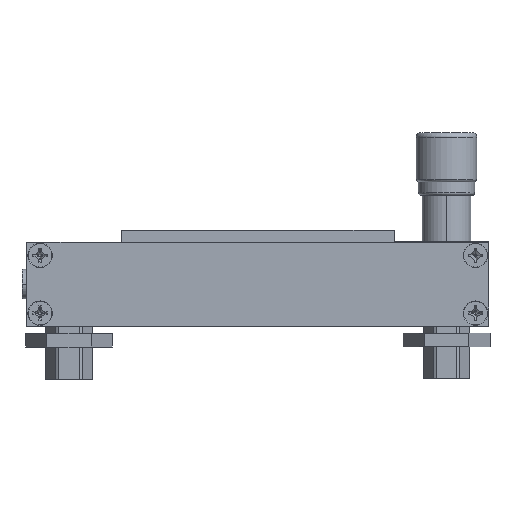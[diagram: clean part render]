
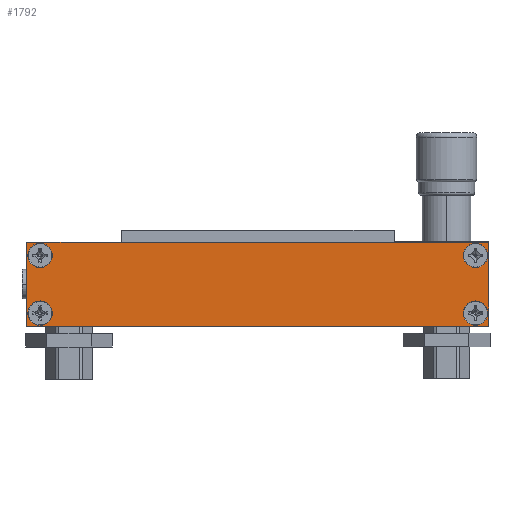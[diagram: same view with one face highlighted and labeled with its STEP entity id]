
A CAD part, left-side view. The second image highlights one B-rep face of the part: STEP entity #1792.
In plain terms, the highlighted face is planar.
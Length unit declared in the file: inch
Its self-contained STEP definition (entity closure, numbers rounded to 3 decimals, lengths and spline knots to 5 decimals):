
#1437=DIRECTION('',(0.,0.,1.));
#1438=VECTOR('',#1437,1.);
#1439=CARTESIAN_POINT('',(-2.75,0.13,-0.5));
#1440=LINE('',#1439,#1438);
#1441=DIRECTION('',(-1.,0.,0.));
#1442=VECTOR('',#1441,5.5);
#1443=CARTESIAN_POINT('',(2.75,0.13,-0.5));
#1444=LINE('',#1443,#1442);
#1445=DIRECTION('',(0.,0.,-1.));
#1446=VECTOR('',#1445,1.);
#1447=CARTESIAN_POINT('',(2.75,0.13,0.5));
#1448=LINE('',#1447,#1446);
#1449=DIRECTION('',(1.,0.,0.));
#1450=VECTOR('',#1449,5.5);
#1451=CARTESIAN_POINT('',(-2.75,0.13,0.5));
#1452=LINE('',#1451,#1450);
#1453=CARTESIAN_POINT('',(-2.594,0.13,0.344));
#1454=DIRECTION('',(0.,-1.,0.));
#1455=DIRECTION('',(-1.,0.,0.));
#1456=AXIS2_PLACEMENT_3D('',#1453,#1454,#1455);
#1458=CARTESIAN_POINT('',(-2.594,0.13,0.344));
#1459=DIRECTION('',(0.,-1.,0.));
#1460=DIRECTION('',(1.,0.,0.));
#1461=AXIS2_PLACEMENT_3D('',#1458,#1459,#1460);
#1463=CARTESIAN_POINT('',(-2.594,0.13,-0.343));
#1464=DIRECTION('',(0.,-1.,0.));
#1465=DIRECTION('',(-1.,0.,0.));
#1466=AXIS2_PLACEMENT_3D('',#1463,#1464,#1465);
#1468=CARTESIAN_POINT('',(-2.594,0.13,-0.343));
#1469=DIRECTION('',(0.,-1.,0.));
#1470=DIRECTION('',(1.,0.,0.));
#1471=AXIS2_PLACEMENT_3D('',#1468,#1469,#1470);
#1473=CARTESIAN_POINT('',(2.594,0.13,0.344));
#1474=DIRECTION('',(0.,-1.,0.));
#1475=DIRECTION('',(-1.,0.,0.));
#1476=AXIS2_PLACEMENT_3D('',#1473,#1474,#1475);
#1478=CARTESIAN_POINT('',(2.594,0.13,0.344));
#1479=DIRECTION('',(0.,-1.,0.));
#1480=DIRECTION('',(1.,0.,0.));
#1481=AXIS2_PLACEMENT_3D('',#1478,#1479,#1480);
#1483=CARTESIAN_POINT('',(2.594,0.13,-0.343));
#1484=DIRECTION('',(0.,-1.,0.));
#1485=DIRECTION('',(-1.,0.,0.));
#1486=AXIS2_PLACEMENT_3D('',#1483,#1484,#1485);
#1488=CARTESIAN_POINT('',(2.594,0.13,-0.343));
#1489=DIRECTION('',(0.,-1.,0.));
#1490=DIRECTION('',(1.,0.,0.));
#1491=AXIS2_PLACEMENT_3D('',#1488,#1489,#1490);
#1605=CARTESIAN_POINT('',(-2.75,0.13,-0.5));
#1606=CARTESIAN_POINT('',(-2.75,0.13,0.5));
#1607=VERTEX_POINT('',#1605);
#1608=VERTEX_POINT('',#1606);
#1609=CARTESIAN_POINT('',(2.75,0.13,0.5));
#1610=VERTEX_POINT('',#1609);
#1611=CARTESIAN_POINT('',(2.75,0.13,-0.5));
#1612=VERTEX_POINT('',#1611);
#1629=CARTESIAN_POINT('',(-2.739,0.13,0.344));
#1630=CARTESIAN_POINT('',(-2.449,0.13,0.344));
#1631=VERTEX_POINT('',#1629);
#1632=VERTEX_POINT('',#1630);
#1637=CARTESIAN_POINT('',(-2.739,0.13,-0.343));
#1638=CARTESIAN_POINT('',(-2.449,0.13,-0.343));
#1639=VERTEX_POINT('',#1637);
#1640=VERTEX_POINT('',#1638);
#1645=CARTESIAN_POINT('',(2.449,0.13,0.344));
#1646=CARTESIAN_POINT('',(2.739,0.13,0.344));
#1647=VERTEX_POINT('',#1645);
#1648=VERTEX_POINT('',#1646);
#1653=CARTESIAN_POINT('',(2.449,0.13,-0.343));
#1654=CARTESIAN_POINT('',(2.739,0.13,-0.343));
#1655=VERTEX_POINT('',#1653);
#1656=VERTEX_POINT('',#1654);
#1757=CARTESIAN_POINT('',(0.,0.13,0.));
#1758=DIRECTION('',(0.,1.,0.));
#1759=DIRECTION('',(1.,0.,0.));
#1760=AXIS2_PLACEMENT_3D('',#1757,#1758,#1759);
#1761=PLANE('',#1760);
#1762=ORIENTED_EDGE('',*,*,#1709,.F.);
#1763=ORIENTED_EDGE('',*,*,#1724,.F.);
#1764=ORIENTED_EDGE('',*,*,#1738,.F.);
#1765=ORIENTED_EDGE('',*,*,#1751,.F.);
#1766=EDGE_LOOP('',(#1762,#1763,#1764,#1765));
#1767=FACE_OUTER_BOUND('',#1766,.F.);
#1769=ORIENTED_EDGE('',*,*,#1768,.F.);
#1771=ORIENTED_EDGE('',*,*,#1770,.F.);
#1772=EDGE_LOOP('',(#1769,#1771));
#1773=FACE_BOUND('',#1772,.F.);
#1775=ORIENTED_EDGE('',*,*,#1774,.F.);
#1777=ORIENTED_EDGE('',*,*,#1776,.F.);
#1778=EDGE_LOOP('',(#1775,#1777));
#1779=FACE_BOUND('',#1778,.F.);
#1781=ORIENTED_EDGE('',*,*,#1780,.F.);
#1783=ORIENTED_EDGE('',*,*,#1782,.F.);
#1784=EDGE_LOOP('',(#1781,#1783));
#1785=FACE_BOUND('',#1784,.F.);
#1787=ORIENTED_EDGE('',*,*,#1786,.F.);
#1789=ORIENTED_EDGE('',*,*,#1788,.F.);
#1790=EDGE_LOOP('',(#1787,#1789));
#1791=FACE_BOUND('',#1790,.F.);
#1792=ADVANCED_FACE('',(#1767,#1773,#1779,#1785,#1791),#1761,.T.);
#1457=CIRCLE('',#1456,0.145);
#1462=CIRCLE('',#1461,0.145);
#1467=CIRCLE('',#1466,0.145);
#1472=CIRCLE('',#1471,0.145);
#1477=CIRCLE('',#1476,0.145);
#1482=CIRCLE('',#1481,0.145);
#1487=CIRCLE('',#1486,0.145);
#1492=CIRCLE('',#1491,0.145);
#1709=EDGE_CURVE('',#1607,#1608,#1440,.T.);
#1724=EDGE_CURVE('',#1612,#1607,#1444,.T.);
#1738=EDGE_CURVE('',#1610,#1612,#1448,.T.);
#1751=EDGE_CURVE('',#1608,#1610,#1452,.T.);
#1768=EDGE_CURVE('',#1631,#1632,#1457,.T.);
#1770=EDGE_CURVE('',#1632,#1631,#1462,.T.);
#1774=EDGE_CURVE('',#1639,#1640,#1467,.T.);
#1776=EDGE_CURVE('',#1640,#1639,#1472,.T.);
#1780=EDGE_CURVE('',#1647,#1648,#1477,.T.);
#1782=EDGE_CURVE('',#1648,#1647,#1482,.T.);
#1786=EDGE_CURVE('',#1655,#1656,#1487,.T.);
#1788=EDGE_CURVE('',#1656,#1655,#1492,.T.);
